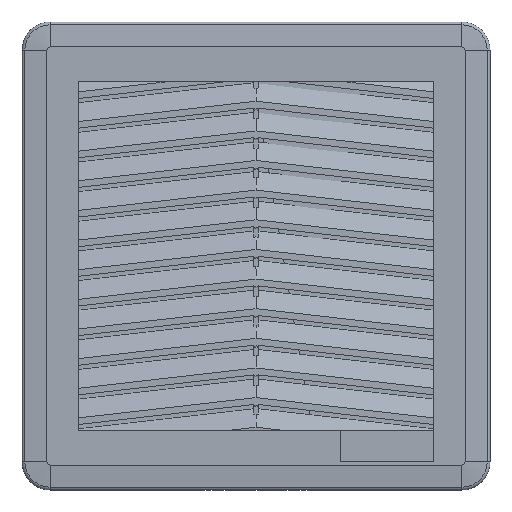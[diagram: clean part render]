
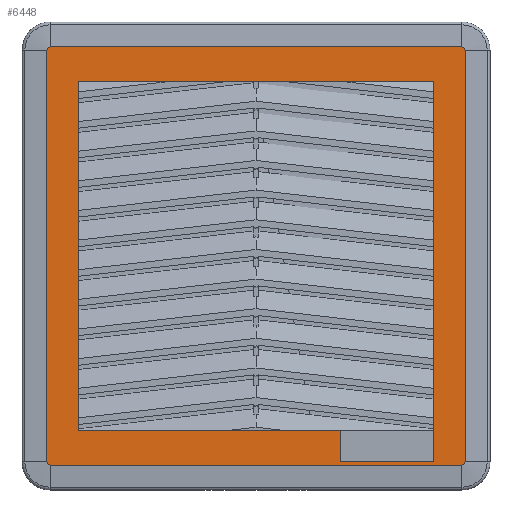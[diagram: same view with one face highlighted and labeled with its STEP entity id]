
A CAD part, front view. The second image highlights one B-rep face of the part: STEP entity #6448.
In plain terms, the highlighted planar face has unit normal (0, -1, 0).
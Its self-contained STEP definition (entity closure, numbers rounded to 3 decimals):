
#804=DIRECTION('',(0.,0.,-1.));
#805=VECTOR('',#804,132.);
#806=CARTESIAN_POINT('',(67.,-67.8,67.1));
#807=LINE('',#806,#805);
#811=CARTESIAN_POINT('',(66.,-67.8,-64.9));
#812=DIRECTION('',(0.,1.,0.));
#813=DIRECTION('',(1.,0.,0.));
#814=AXIS2_PLACEMENT_3D('',#811,#812,#813);
#819=DIRECTION('',(-1.,0.,0.));
#820=VECTOR('',#819,132.);
#821=CARTESIAN_POINT('',(66.,-67.8,-65.9));
#822=LINE('',#821,#820);
#826=CARTESIAN_POINT('',(-66.,-67.8,-64.9));
#827=DIRECTION('',(0.,1.,0.));
#828=DIRECTION('',(0.,0.,-1.));
#829=AXIS2_PLACEMENT_3D('',#826,#827,#828);
#834=DIRECTION('',(0.,0.,1.));
#835=VECTOR('',#834,132.);
#836=CARTESIAN_POINT('',(-67.,-67.8,-64.9));
#837=LINE('',#836,#835);
#841=CARTESIAN_POINT('',(-66.,-67.8,67.1));
#842=DIRECTION('',(0.,1.,0.));
#843=DIRECTION('',(-1.,0.,0.));
#844=AXIS2_PLACEMENT_3D('',#841,#842,#843);
#849=DIRECTION('',(1.,0.,0.));
#850=VECTOR('',#849,132.);
#851=CARTESIAN_POINT('',(-66.,-67.8,68.1));
#852=LINE('',#851,#850);
#856=CARTESIAN_POINT('',(66.,-67.8,67.1));
#857=DIRECTION('',(0.,1.,0.));
#858=DIRECTION('',(0.,0.,1.));
#859=AXIS2_PLACEMENT_3D('',#856,#857,#858);
#924=DIRECTION('',(0.,0.,1.));
#925=VECTOR('',#924,10.);
#926=CARTESIAN_POINT('',(27.,-67.8,-64.9));
#927=LINE('',#926,#925);
#967=DIRECTION('',(0.,0.,-1.));
#968=VECTOR('',#967,122.);
#969=CARTESIAN_POINT('',(57.,-67.8,57.1));
#970=LINE('',#969,#968);
#1310=DIRECTION('',(0.,0.,1.));
#1311=VECTOR('',#1310,112.);
#1312=CARTESIAN_POINT('',(-57.,-67.8,-54.9));
#1313=LINE('',#1312,#1311);
#1731=DIRECTION('',(1.,0.,0.));
#1732=VECTOR('',#1731,114.);
#1733=CARTESIAN_POINT('',(-57.,-67.8,57.1));
#1734=LINE('',#1733,#1732);
#3679=DIRECTION('',(-1.,0.,0.));
#3680=VECTOR('',#3679,84.);
#3681=CARTESIAN_POINT('',(27.,-67.8,-54.9));
#3682=LINE('',#3681,#3680);
#4631=DIRECTION('',(-1.,0.,0.));
#4632=VECTOR('',#4631,30.);
#4633=CARTESIAN_POINT('',(57.,-67.8,-64.9));
#4634=LINE('',#4633,#4632);
#4958=CARTESIAN_POINT('',(66.,-67.8,68.1));
#4959=VERTEX_POINT('',#4958);
#4960=CARTESIAN_POINT('',(-66.,-67.8,68.1));
#4961=VERTEX_POINT('',#4960);
#4963=CARTESIAN_POINT('',(67.,-67.8,67.1));
#4965=VERTEX_POINT('',#4963);
#4966=CARTESIAN_POINT('',(67.,-67.8,-64.9));
#4968=VERTEX_POINT('',#4966);
#4970=CARTESIAN_POINT('',(66.,-67.8,-65.9));
#4971=VERTEX_POINT('',#4970);
#4972=CARTESIAN_POINT('',(-66.,-67.8,-65.9));
#4973=VERTEX_POINT('',#4972);
#4974=CARTESIAN_POINT('',(-67.,-67.8,-64.9));
#4975=VERTEX_POINT('',#4974);
#4976=CARTESIAN_POINT('',(-67.,-67.8,67.1));
#4977=VERTEX_POINT('',#4976);
#4978=CARTESIAN_POINT('',(27.,-67.8,-64.9));
#4979=CARTESIAN_POINT('',(27.,-67.8,-54.9));
#4980=VERTEX_POINT('',#4978);
#4981=VERTEX_POINT('',#4979);
#4982=CARTESIAN_POINT('',(57.,-67.8,-64.9));
#4983=VERTEX_POINT('',#4982);
#4984=CARTESIAN_POINT('',(57.,-67.8,57.1));
#4985=VERTEX_POINT('',#4984);
#4986=CARTESIAN_POINT('',(-57.,-67.8,57.1));
#4987=VERTEX_POINT('',#4986);
#4988=CARTESIAN_POINT('',(-57.,-67.8,-54.9));
#4989=VERTEX_POINT('',#4988);
#6417=CARTESIAN_POINT('',(67.,-67.8,-65.9));
#6418=DIRECTION('',(0.,-1.,0.));
#6419=DIRECTION('',(1.,0.,0.));
#6420=AXIS2_PLACEMENT_3D('',#6417,#6418,#6419);
#6421=PLANE('',#6420);
#6422=ORIENTED_EDGE('',*,*,#6366,.T.);
#6423=ORIENTED_EDGE('',*,*,#6381,.T.);
#6424=ORIENTED_EDGE('',*,*,#6396,.T.);
#6425=ORIENTED_EDGE('',*,*,#6408,.T.);
#6427=ORIENTED_EDGE('',*,*,#6426,.T.);
#6429=ORIENTED_EDGE('',*,*,#6428,.T.);
#6430=ORIENTED_EDGE('',*,*,#6336,.T.);
#6431=ORIENTED_EDGE('',*,*,#6351,.T.);
#6432=EDGE_LOOP('',(#6422,#6423,#6424,#6425,#6427,#6429,#6430,#6431));
#6433=FACE_OUTER_BOUND('',#6432,.F.);
#6435=ORIENTED_EDGE('',*,*,#6434,.F.);
#6437=ORIENTED_EDGE('',*,*,#6436,.F.);
#6439=ORIENTED_EDGE('',*,*,#6438,.F.);
#6441=ORIENTED_EDGE('',*,*,#6440,.F.);
#6443=ORIENTED_EDGE('',*,*,#6442,.F.);
#6445=ORIENTED_EDGE('',*,*,#6444,.F.);
#6446=EDGE_LOOP('',(#6435,#6437,#6439,#6441,#6443,#6445));
#6447=FACE_BOUND('',#6446,.F.);
#6448=ADVANCED_FACE('',(#6433,#6447),#6421,.T.);
#815=CIRCLE('',#814,1.);
#830=CIRCLE('',#829,1.);
#845=CIRCLE('',#844,1.);
#860=CIRCLE('',#859,1.);
#6336=EDGE_CURVE('',#4961,#4959,#852,.T.);
#6351=EDGE_CURVE('',#4959,#4965,#860,.T.);
#6366=EDGE_CURVE('',#4965,#4968,#807,.T.);
#6381=EDGE_CURVE('',#4968,#4971,#815,.T.);
#6396=EDGE_CURVE('',#4971,#4973,#822,.T.);
#6408=EDGE_CURVE('',#4973,#4975,#830,.T.);
#6426=EDGE_CURVE('',#4975,#4977,#837,.T.);
#6428=EDGE_CURVE('',#4977,#4961,#845,.T.);
#6434=EDGE_CURVE('',#4980,#4981,#927,.T.);
#6436=EDGE_CURVE('',#4983,#4980,#4634,.T.);
#6438=EDGE_CURVE('',#4985,#4983,#970,.T.);
#6440=EDGE_CURVE('',#4987,#4985,#1734,.T.);
#6442=EDGE_CURVE('',#4989,#4987,#1313,.T.);
#6444=EDGE_CURVE('',#4981,#4989,#3682,.T.);
